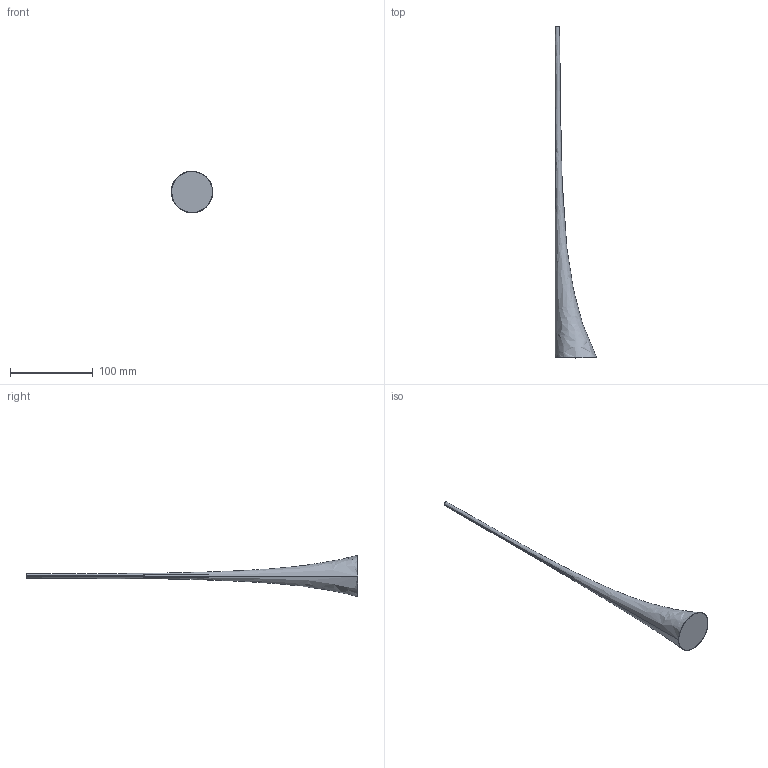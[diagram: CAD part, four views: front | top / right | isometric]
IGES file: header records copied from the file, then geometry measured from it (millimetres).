
Start section:  PTC IGES file: grass_400.igs
Global section: file name: grass_400.igs; native system: Creo Parametric by PTC Inc.; preprocessor: 2018500; author: Sandro; organization: Unknown; date: 20220617.121243; units: millimetre
Bounding box: 49.87 x 400 x 49.87 mm (x, y, z)
Surface area: 20827.9 mm2 (no closed solid volume)
Topology: 0 solids, 0 shells, 13 faces, 48 edges, 48 vertices
Faces by surface type: bspline 9, revolution 4
